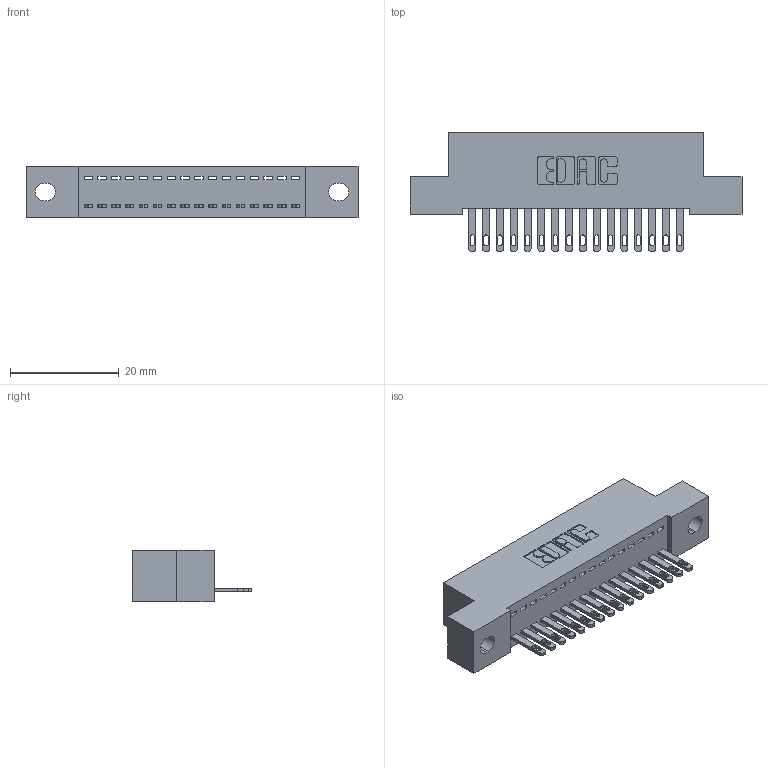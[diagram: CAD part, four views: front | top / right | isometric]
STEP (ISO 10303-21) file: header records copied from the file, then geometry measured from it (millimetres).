
FILE_DESCRIPTION (( 'STEP AP203' ), '1' );
FILE_NAME ('892-016-500-102.STEP', '2020-09-21T13:25:01', ( '' ), ( '' ), 'SwSTEP 2.0', 'SolidWorks 2020', '' );
FILE_SCHEMA (( 'CONFIG_CONTROL_DESIGN' ));
Length unit declared in the file: inch
Products named in the file (3): 842 Part_.128 Slot; 345-292-001_345-293-100; 892-016-500-102
Assembly tree (17 placements, depth 2):
  892-016-500-102
    842 Part_.128 Slot
    345-292-001_345-293-100  x16
Bounding box: 60.96 x 21.85 x 9.4 mm (x, y, z)
Volume: 5207 mm3; surface area: 6951.9 mm2
Topology: 17 solids, 17 shells, 978 faces, 2999 edges, 1998 vertices
Faces by surface type: plane 646, cylinder 332
Entity records: 13077 total; most frequent: CARTESIAN_POINT 2266, ORIENTED_EDGE 2218, DIRECTION 1965, EDGE_CURVE 1109, VECTOR 977, LINE 977, VERTEX_POINT 738, AXIS2_PLACEMENT_3D 494
